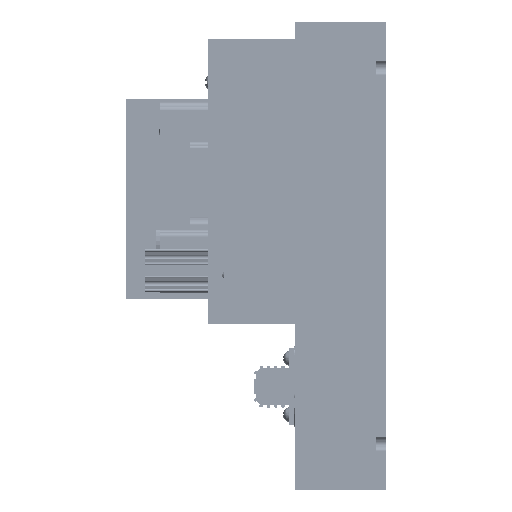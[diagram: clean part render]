
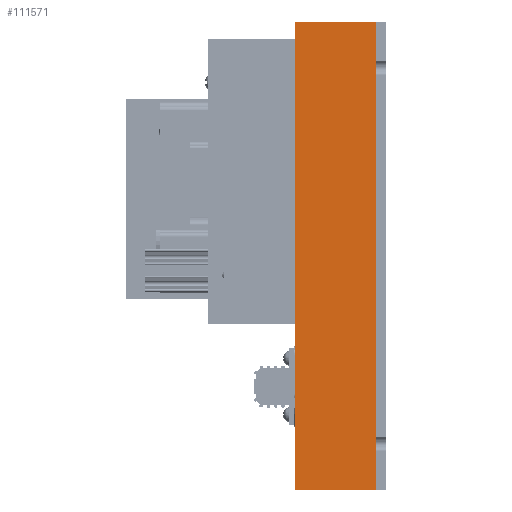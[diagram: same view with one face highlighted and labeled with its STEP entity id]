
A CAD part, left-side view. The second image highlights one B-rep face of the part: STEP entity #111571.
In plain terms, the highlighted planar face has unit normal (-1, 0, 0).
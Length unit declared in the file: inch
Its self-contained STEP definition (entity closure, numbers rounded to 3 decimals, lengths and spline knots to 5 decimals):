
#874 = DIRECTION ( 'NONE',  ( 0., 0., 1. ) ) ;
#2515 = CARTESIAN_POINT ( 'NONE',  ( -0.76076, 1.2989, 7. ) ) ;
#3156 = DIRECTION ( 'NONE',  ( 0., 0., 1. ) ) ;
#7945 = VECTOR ( 'NONE', #89166, 39.37008 ) ;
#8440 = VERTEX_POINT ( 'NONE', #10936 ) ;
#10936 = CARTESIAN_POINT ( 'NONE',  ( -0.76076, 0.0739, 7. ) ) ;
#11926 = EDGE_LOOP ( 'NONE', ( #66044, #26527, #21870, #81493 ) ) ;
#16548 = CARTESIAN_POINT ( 'NONE',  ( -0.76076, 1.2989, 0. ) ) ;
#20848 = AXIS2_PLACEMENT_3D ( 'NONE', #59942, #122065, #60382 ) ;
#21227 = VERTEX_POINT ( 'NONE', #131010 ) ;
#21870 = ORIENTED_EDGE ( 'NONE', *, *, #75076, .T. ) ;
#26527 = ORIENTED_EDGE ( 'NONE', *, *, #108634, .F. ) ;
#38022 = LINE ( 'NONE', #63316, #123656 ) ;
#40948 = EDGE_CURVE ( 'NONE', #8440, #88220, #80564, .T. ) ;
#49852 = PLANE ( 'NONE',  #20848 ) ;
#52857 = VECTOR ( 'NONE', #122262, 39.37008 ) ;
#59942 = CARTESIAN_POINT ( 'NONE',  ( -0.76076, 0.0739, 0. ) ) ;
#60122 = LINE ( 'NONE', #16548, #7945 ) ;
#60382 = DIRECTION ( 'NONE',  ( 0., 0., 1. ) ) ;
#61518 = CARTESIAN_POINT ( 'NONE',  ( -0.76076, 0.0739, 0. ) ) ;
#63316 = CARTESIAN_POINT ( 'NONE',  ( -0.76076, 1.2989, 0. ) ) ;
#65396 = FACE_OUTER_BOUND ( 'NONE', #11926, .T. ) ;
#66044 = ORIENTED_EDGE ( 'NONE', *, *, #40948, .T. ) ;
#69823 = VERTEX_POINT ( 'NONE', #61518 ) ;
#72105 = VECTOR ( 'NONE', #3156, 39.37008 ) ;
#75076 = EDGE_CURVE ( 'NONE', #21227, #69823, #60122, .T. ) ;
#80564 = LINE ( 'NONE', #122387, #52857 ) ;
#81493 = ORIENTED_EDGE ( 'NONE', *, *, #132370, .T. ) ;
#88220 = VERTEX_POINT ( 'NONE', #2515 ) ;
#89166 = DIRECTION ( 'NONE',  ( 0., -1., 0. ) ) ;
#108634 = EDGE_CURVE ( 'NONE', #21227, #88220, #38022, .T. ) ;
#111571 = ADVANCED_FACE ( 'NONE', ( #65396 ), #49852, .T. ) ;
#122065 = DIRECTION ( 'NONE',  ( -1., 0., 0. ) ) ;
#122262 = DIRECTION ( 'NONE',  ( 0., 1., 0. ) ) ;
#122387 = CARTESIAN_POINT ( 'NONE',  ( -0.76076, 1.2989, 7. ) ) ;
#123656 = VECTOR ( 'NONE', #874, 39.37008 ) ;
#126761 = LINE ( 'NONE', #127207, #72105 ) ;
#127207 = CARTESIAN_POINT ( 'NONE',  ( -0.76076, 0.0739, 0. ) ) ;
#131010 = CARTESIAN_POINT ( 'NONE',  ( -0.76076, 1.2989, 0. ) ) ;
#132370 = EDGE_CURVE ( 'NONE', #69823, #8440, #126761, .T. ) ;
